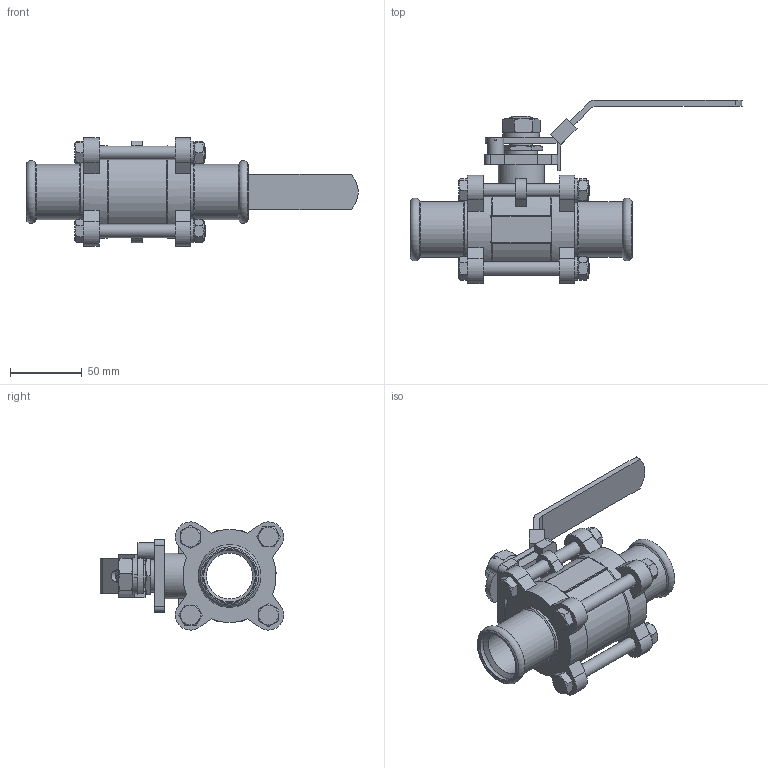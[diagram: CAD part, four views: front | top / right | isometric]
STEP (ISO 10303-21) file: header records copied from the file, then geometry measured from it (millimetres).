
FILE_DESCRIPTION(/* description */ ('Unknown'),/* implementation_level */ '2;1');
FILE_NAME(/* name */ 'P-641-DN32',/* time_stamp */ '2024-05-21T12:00:46+08:00',/* author */ ('Unknown'),/* organization */ ('Unknown'),/* preprocessor_version */ 'ST-DEVELOPER v16.7',/* originating_system */ 'DEX',/* authorisation */ $);
FILE_SCHEMA (('AUTOMOTIVE_DESIGN {1 0 10303 214 3 1 1}'));
Length unit declared in the file: millimetre
Products named in the file (2): P-641-DN32; V-3CSS DN32
Assembly tree (1 placements, depth 2):
  P-641-DN32
    V-3CSS DN32
Bounding box: 231.44 x 127.72 x 75.45 mm (x, y, z)
Volume: 324554.7 mm3; surface area: 93321.7 mm2
Topology: 1 solids, 2 shells, 342 faces, 903 edges, 580 vertices
Faces by surface type: plane 207, cylinder 74, cone 53, torus 8
Full cylindrical faces by diameter (mm): 5 x5, 8 x1, 9.25 x4, 11 x11, 15.8 x1, 16.6 x1, 22.8 x1, 32 x2, 35.9 x2, 38.6 x2, 40.4 x2, 65 x2
Entity records: 10337 total; most frequent: CARTESIAN_POINT 2296, DIRECTION 1620, ORIENTED_EDGE 1588, EDGE_CURVE 794, AXIS2_PLACEMENT_3D 602, VERTEX_POINT 544, EDGE_LOOP 474, FACE_BOUND 474
